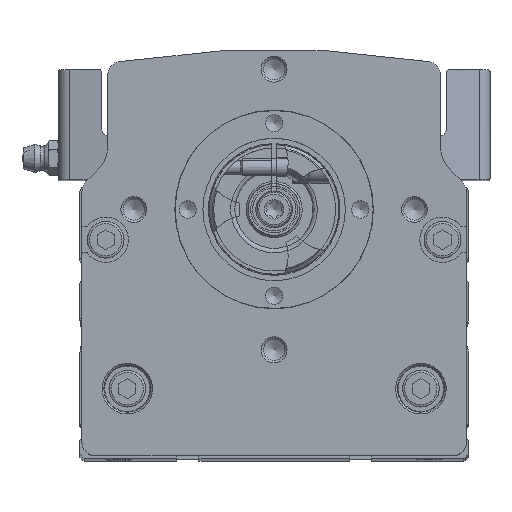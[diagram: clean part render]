
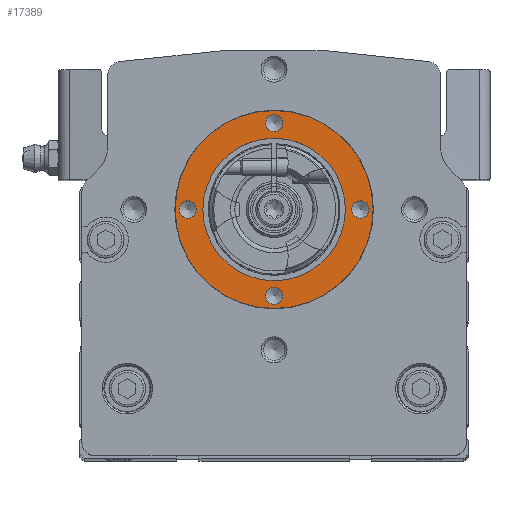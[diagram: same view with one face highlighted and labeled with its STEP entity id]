
A CAD part, top view. The second image highlights one B-rep face of the part: STEP entity #17389.
In plain terms, the highlighted planar face has unit normal (0, 0, 1).
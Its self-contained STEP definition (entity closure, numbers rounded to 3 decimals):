
#278=PLANE('',#18550);
#4578=ORIENTED_EDGE('',*,*,#7796,.F.);
#4579=ORIENTED_EDGE('',*,*,#7797,.F.);
#4580=ORIENTED_EDGE('',*,*,#7798,.T.);
#4581=ORIENTED_EDGE('',*,*,#7799,.T.);
#4582=ORIENTED_EDGE('',*,*,#7800,.T.);
#4583=ORIENTED_EDGE('',*,*,#7795,.T.);
#7795=EDGE_CURVE('',#9504,#9504,#10576,.T.);
#7796=EDGE_CURVE('',#9505,#9505,#10577,.T.);
#7797=EDGE_CURVE('',#9506,#9506,#10578,.F.);
#7798=EDGE_CURVE('',#9507,#9507,#10579,.T.);
#7799=EDGE_CURVE('',#9508,#9508,#10580,.T.);
#7800=EDGE_CURVE('',#9509,#9509,#10581,.T.);
#9504=VERTEX_POINT('',#25643);
#9505=VERTEX_POINT('',#25646);
#9506=VERTEX_POINT('',#25648);
#9507=VERTEX_POINT('',#25650);
#9508=VERTEX_POINT('',#25652);
#9509=VERTEX_POINT('',#25654);
#10576=CIRCLE('',#18549,16.5);
#10577=CIRCLE('',#18551,22.929);
#10578=CIRCLE('',#18552,2.);
#10579=CIRCLE('',#18553,2.);
#10580=CIRCLE('',#18554,2.);
#10581=CIRCLE('',#18555,2.);
#11351=EDGE_LOOP('',(#4578));
#11352=EDGE_LOOP('',(#4579));
#11353=EDGE_LOOP('',(#4580));
#11354=EDGE_LOOP('',(#4581));
#11355=EDGE_LOOP('',(#4582));
#11356=EDGE_LOOP('',(#4583));
#12460=FACE_BOUND('',#11351,.T.);
#12461=FACE_BOUND('',#11352,.T.);
#12462=FACE_BOUND('',#11353,.T.);
#12463=FACE_BOUND('',#11354,.T.);
#12464=FACE_BOUND('',#11355,.T.);
#12465=FACE_BOUND('',#11356,.T.);
#17389=ADVANCED_FACE('',(#12460,#12461,#12462,#12463,#12464,#12465),#278,
 .F.);
#18549=AXIS2_PLACEMENT_3D('',#25642,#21241,#21242);
#18550=AXIS2_PLACEMENT_3D('',#25644,#21243,#21244);
#18551=AXIS2_PLACEMENT_3D('',#25645,#21245,#21246);
#18552=AXIS2_PLACEMENT_3D('',#25647,#21247,#21248);
#18553=AXIS2_PLACEMENT_3D('',#25649,#21249,#21250);
#18554=AXIS2_PLACEMENT_3D('',#25651,#21251,#21252);
#18555=AXIS2_PLACEMENT_3D('',#25653,#21253,#21254);
#21241=DIRECTION('',(0.,0.,-1.));
#21242=DIRECTION('',(-1.,0.,0.));
#21243=DIRECTION('',(0.,0.,-1.));
#21244=DIRECTION('',(-1.,0.,0.));
#21245=DIRECTION('',(0.,0.,-1.));
#21246=DIRECTION('',(-1.,0.,0.));
#21247=DIRECTION('',(0.,0.,-1.));
#21248=DIRECTION('',(-1.,0.,0.));
#21249=DIRECTION('',(0.,0.,-1.));
#21250=DIRECTION('',(-1.,0.,0.));
#21251=DIRECTION('',(0.,0.,-1.));
#21252=DIRECTION('',(-1.,0.,0.));
#21253=DIRECTION('',(0.,0.,-1.));
#21254=DIRECTION('',(-1.,0.,0.));
#25642=CARTESIAN_POINT('',(0.,57.5,34.));
#25643=CARTESIAN_POINT('',(-16.5,57.5,34.));
#25644=CARTESIAN_POINT('',(0.,74.,34.));
#25645=CARTESIAN_POINT('',(0.,57.5,34.));
#25646=CARTESIAN_POINT('',(-22.929,57.5,34.));
#25647=CARTESIAN_POINT('',(0.,77.5,34.));
#25648=CARTESIAN_POINT('',(-2.,77.5,34.));
#25649=CARTESIAN_POINT('',(20.,57.5,34.));
#25650=CARTESIAN_POINT('',(18.,57.5,34.));
#25651=CARTESIAN_POINT('',(0.,37.5,34.));
#25652=CARTESIAN_POINT('',(-2.,37.5,34.));
#25653=CARTESIAN_POINT('',(-20.,57.5,34.));
#25654=CARTESIAN_POINT('',(-22.,57.5,34.));
